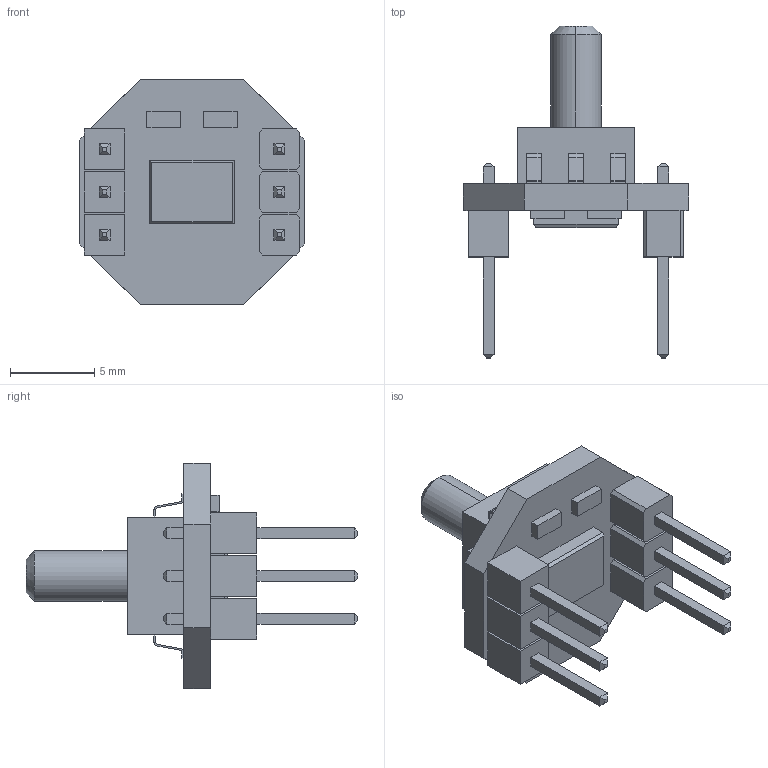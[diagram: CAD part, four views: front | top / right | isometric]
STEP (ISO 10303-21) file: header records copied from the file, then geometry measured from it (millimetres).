
FILE_DESCRIPTION (( 'STEP AP214' ), '1' );
FILE_NAME ('XGZP6847A.STEP', '2023-02-11T13:10:04', ( '' ), ( '' ), 'SwSTEP 2.0', 'SolidWorks 2021', '' );
FILE_SCHEMA (( 'AUTOMOTIVE_DESIGN' ));
Length unit declared in the file: millimetre
Products named in the file (1): XGZP6847A
Bounding box: 13.35 x 19.69 x 13.35 mm (x, y, z)
Volume: 578.1 mm3; surface area: 852.6 mm2
Topology: 1 solids, 1 shells, 316 faces, 724 edges, 430 vertices
Faces by surface type: plane 286, cylinder 28, cone 2
Entity records: 11425 total; most frequent: CARTESIAN_POINT 1471, ORIENTED_EDGE 1448, DIRECTION 1416, EDGE_CURVE 724, VECTOR 666, LINE 666, VERTEX_POINT 430, AXIS2_PLACEMENT_3D 375
